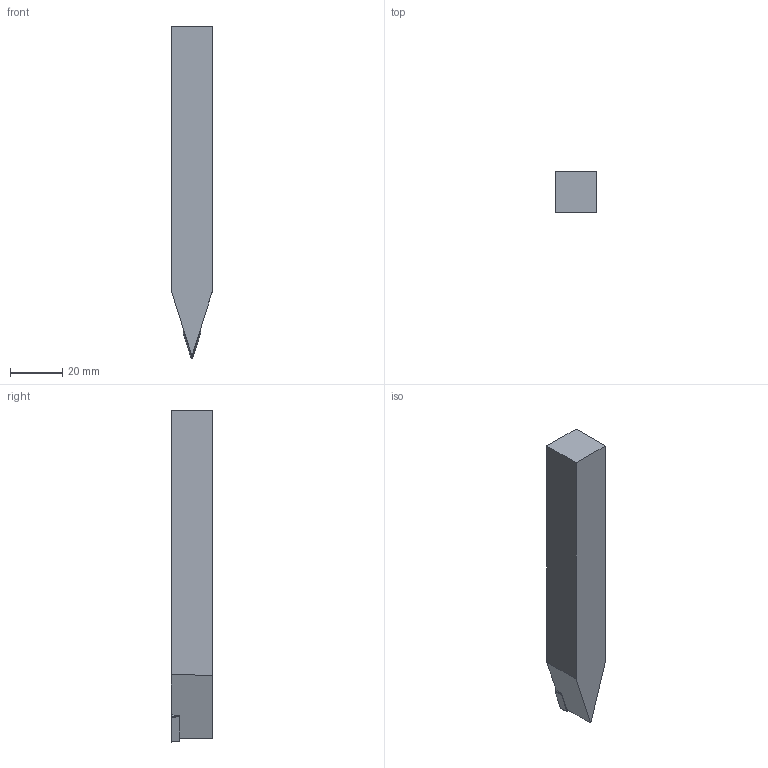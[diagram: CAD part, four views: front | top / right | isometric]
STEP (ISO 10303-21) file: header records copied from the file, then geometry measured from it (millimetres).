
FILE_DESCRIPTION(/* description */ (''),/* implementation_level */ '2;1');
FILE_NAME(/* name */ '1540785453139.stp',/* time_stamp */ '2018-10-29T09:28:02+06:00',/* author */ (''),/* organization */ ('SMS'),/* preprocessor_version */ 'ST-DEVELOPER v15',/* originating_system */ 'SIEMENS PLM Software NX 8.5',/* authorisation */ '');
FILE_SCHEMA (('AUTOMOTIVE_DESIGN { 1 0 10303 214 3 1 1 1 }'));
Length unit declared in the file: millimetre
Products named in the file (4): ASSEMBLY_CONSTRUCTION; IsoTurningInsert; 201929897mod000_00; 201929892mod000_00
Assembly tree (3 placements, depth 2):
  201929892mod000_00
    201929897mod000_00
    IsoTurningInsert
    ASSEMBLY_CONSTRUCTION
Bounding box: 15.82 x 15.88 x 127 mm (x, y, z)
Volume: 28376.1 mm3; surface area: 8152.4 mm2
Topology: 2 solids, 2 shells, 33 faces, 82 edges, 62 vertices
Faces by surface type: plane 20, cone 7, torus 4, cylinder 2
Full cylindrical faces by diameter (mm): 2.8 x2
Entity records: 1180 total; most frequent: CARTESIAN_POINT 223, DIRECTION 180, ORIENTED_EDGE 140, EDGE_CURVE 70, AXIS2_PLACEMENT_3D 65, VERTEX_POINT 50, LINE 50, VECTOR 50
